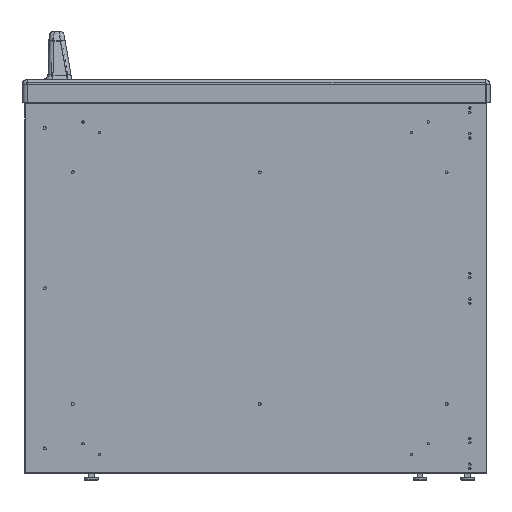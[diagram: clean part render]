
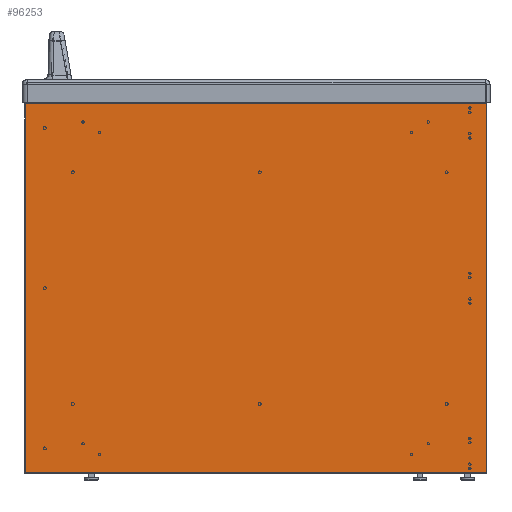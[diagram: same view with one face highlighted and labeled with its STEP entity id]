
A CAD part, front view. The second image highlights one B-rep face of the part: STEP entity #96253.
In plain terms, the highlighted face is planar.
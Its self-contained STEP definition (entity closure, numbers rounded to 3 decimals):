
#96214=CARTESIAN_POINT('',(-846.,346.0,555.0));
#96215=DIRECTION('',(1.0,0.0,0.0));
#96216=DIRECTION('',(0.0,0.0,-1.0));
#96217=AXIS2_PLACEMENT_3D('',#96214,#96215,#96216);
#96218=PLANE('',#96217);
#96219=CARTESIAN_POINT('',(-846.,345.2,554.2));
#96220=VERTEX_POINT('',#96219);
#96221=CARTESIAN_POINT('',(-846.,345.2,0.8));
#96222=VERTEX_POINT('',#96221);
#96223=CARTESIAN_POINT('',(-846.,345.2,554.2));
#96224=DIRECTION('',(0.0,0.0,-1.0));
#96225=VECTOR('',#96224,553.4);
#96226=LINE('',#96223,#96225);
#96227=EDGE_CURVE('',#96220,#96222,#96226,.T.);
#96228=ORIENTED_EDGE('',*,*,#96227,.T.);
#96229=CARTESIAN_POINT('',(-846.,-346.0,0.8));
#96230=VERTEX_POINT('',#96229);
#96231=CARTESIAN_POINT('',(-846.,345.2,0.8));
#96232=DIRECTION('',(0.0,-1.0,0.0));
#96233=VECTOR('',#96232,691.2);
#96234=LINE('',#96231,#96233);
#96235=EDGE_CURVE('',#96222,#96230,#96234,.T.);
#96236=ORIENTED_EDGE('',*,*,#96235,.T.);
#96237=CARTESIAN_POINT('',(-846.,-346.0,554.2));
#96238=VERTEX_POINT('',#96237);
#96239=CARTESIAN_POINT('',(-846.,-346.0,554.2));
#96240=DIRECTION('',(0.0,0.0,-1.0));
#96241=VECTOR('',#96240,553.4);
#96242=LINE('',#96239,#96241);
#96243=EDGE_CURVE('',#96238,#96230,#96242,.T.);
#96244=ORIENTED_EDGE('',*,*,#96243,.F.);
#96245=CARTESIAN_POINT('',(-846.,345.2,554.2));
#96246=DIRECTION('',(0.0,-1.0,0.0));
#96247=VECTOR('',#96246,691.2);
#96248=LINE('',#96245,#96247);
#96249=EDGE_CURVE('',#96238,#96220,#96248,.F.);
#96250=ORIENTED_EDGE('',*,*,#96249,.T.);
#96251=EDGE_LOOP('',(#96228,#96236,#96244,#96250));
#96252=FACE_OUTER_BOUND('',#96251,.T.);
#96253=ADVANCED_FACE('',(#96252),#96218,.F.);
